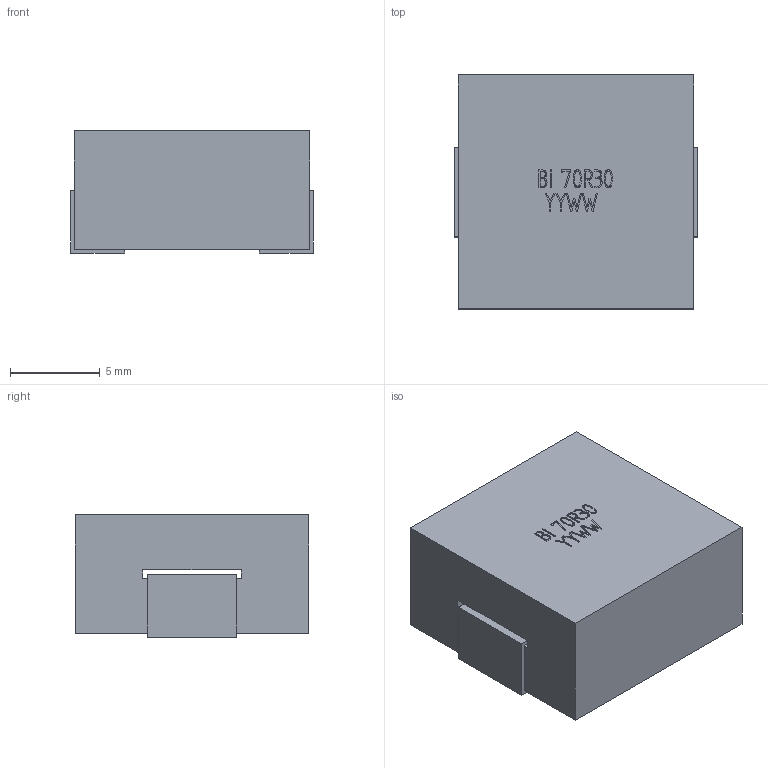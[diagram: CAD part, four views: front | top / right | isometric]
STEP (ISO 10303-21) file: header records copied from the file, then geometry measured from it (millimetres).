
FILE_DESCRIPTION(/* description */ ('Unknown'),/* implementation_level */ '2;1');
FILE_NAME(/* name */ 'HM69-70R30LF',/* time_stamp */ '2021-12-14T17:54:44+08:00',/* author */ ('Unknown'),/* organization */ ('Unknown'),/* preprocessor_version */ 'ST-DEVELOPER v16.7',/* originating_system */ 'Solid Edge',/* authorisation */ 'Unknown');
FILE_SCHEMA (('AUTOMOTIVE_DESIGN {1 0 10303 214 3 1 1}'));
Length unit declared in the file: millimetre
Products named in the file (3): HM69-70R30LF; HM69-70XXXLF (1) - Page10; HM69-70XXXLF (2) - Page10
Assembly tree (2 placements, depth 2):
  HM69-70R30LF
    HM69-70XXXLF (1) - Page10
    HM69-70XXXLF (2) - Page10
Bounding box: 13.5 x 13 x 6.8 mm (x, y, z)
Volume: 1113.6 mm3; surface area: 1107.4 mm2
Topology: 2 solids, 2 shells, 130 faces, 330 edges, 220 vertices
Faces by surface type: plane 111, bspline 19
Entity records: 4459 total; most frequent: CARTESIAN_POINT 1519, ORIENTED_EDGE 652, DIRECTION 445, EDGE_CURVE 326, VERTEX_POINT 220, LINE 217, VECTOR 217, EDGE_LOOP 152
